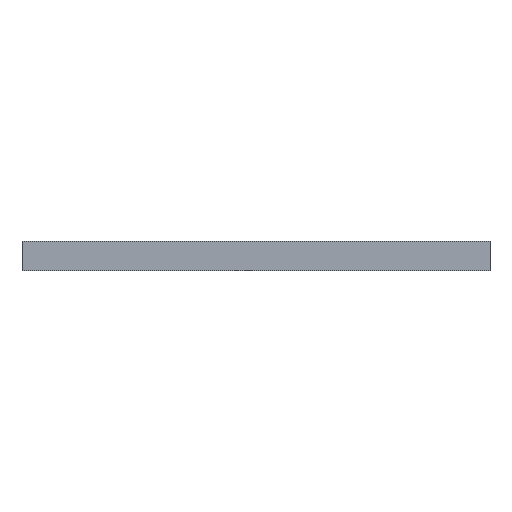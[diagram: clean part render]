
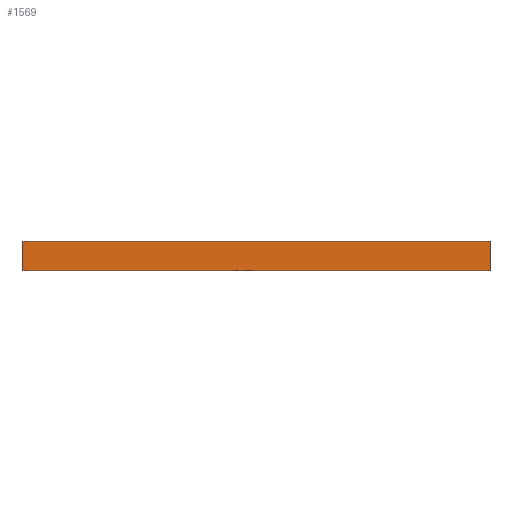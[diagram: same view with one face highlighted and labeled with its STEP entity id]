
A CAD part, front view. The second image highlights one B-rep face of the part: STEP entity #1569.
In plain terms, the highlighted planar face has unit normal (0, -1, 0).
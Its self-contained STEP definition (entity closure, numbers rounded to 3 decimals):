
#37 = LINE ( 'NONE', #262, #1333 ) ;
#48 = DIRECTION ( 'NONE',  ( 0., 0., -1. ) ) ;
#56 = CARTESIAN_POINT ( 'NONE',  ( -40., -45., 2.5 ) ) ;
#173 = CARTESIAN_POINT ( 'NONE',  ( 0., -45., 2.5 ) ) ;
#182 = VECTOR ( 'NONE', #446, 1000. ) ;
#261 = VECTOR ( 'NONE', #48, 1000. ) ;
#262 = CARTESIAN_POINT ( 'NONE',  ( 0., -45., -2.5 ) ) ;
#302 = FACE_OUTER_BOUND ( 'NONE', #645, .T. ) ;
#305 = LINE ( 'NONE', #56, #261 ) ;
#320 = CARTESIAN_POINT ( 'NONE',  ( 0., -45., 2.5 ) ) ;
#360 = VERTEX_POINT ( 'NONE', #845 ) ;
#446 = DIRECTION ( 'NONE',  ( 1., 0., 0. ) ) ;
#456 = CARTESIAN_POINT ( 'NONE',  ( 40., -45., 2.5 ) ) ;
#458 = EDGE_CURVE ( 'NONE', #1411, #1157, #305, .T. ) ;
#461 = ORIENTED_EDGE ( 'NONE', *, *, #863, .F. ) ;
#480 = AXIS2_PLACEMENT_3D ( 'NONE', #173, #611, #1055 ) ;
#611 = DIRECTION ( 'NONE',  ( 0., 1., 0. ) ) ;
#645 = EDGE_LOOP ( 'NONE', ( #1430, #461, #1605, #1469 ) ) ;
#706 = LINE ( 'NONE', #320, #182 ) ;
#845 = CARTESIAN_POINT ( 'NONE',  ( 40., -45., 2.5 ) ) ;
#863 = EDGE_CURVE ( 'NONE', #360, #1681, #1553, .T. ) ;
#875 = EDGE_CURVE ( 'NONE', #1411, #360, #706, .T. ) ;
#919 = CARTESIAN_POINT ( 'NONE',  ( 40., -45., -2.5 ) ) ;
#1055 = DIRECTION ( 'NONE',  ( 0., 0., 1. ) ) ;
#1154 = DIRECTION ( 'NONE',  ( 0., 0., -1. ) ) ;
#1157 = VERTEX_POINT ( 'NONE', #1355 ) ;
#1276 = VECTOR ( 'NONE', #1154, 1000. ) ;
#1332 = EDGE_CURVE ( 'NONE', #1157, #1681, #37, .T. ) ;
#1333 = VECTOR ( 'NONE', #1366, 1000. ) ;
#1355 = CARTESIAN_POINT ( 'NONE',  ( -40., -45., -2.5 ) ) ;
#1366 = DIRECTION ( 'NONE',  ( 1., 0., 0. ) ) ;
#1411 = VERTEX_POINT ( 'NONE', #1701 ) ;
#1430 = ORIENTED_EDGE ( 'NONE', *, *, #1332, .T. ) ;
#1469 = ORIENTED_EDGE ( 'NONE', *, *, #458, .T. ) ;
#1553 = LINE ( 'NONE', #456, #1276 ) ;
#1569 = ADVANCED_FACE ( 'NONE', ( #302 ), #1718, .F. ) ;
#1605 = ORIENTED_EDGE ( 'NONE', *, *, #875, .F. ) ;
#1681 = VERTEX_POINT ( 'NONE', #919 ) ;
#1701 = CARTESIAN_POINT ( 'NONE',  ( -40., -45., 2.5 ) ) ;
#1718 = PLANE ( 'NONE',  #480 ) ;
